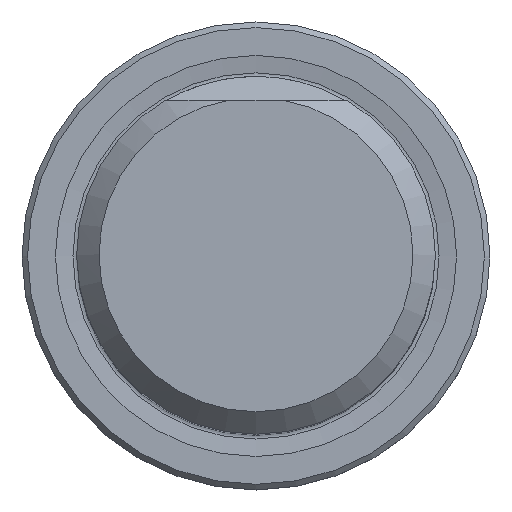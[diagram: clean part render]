
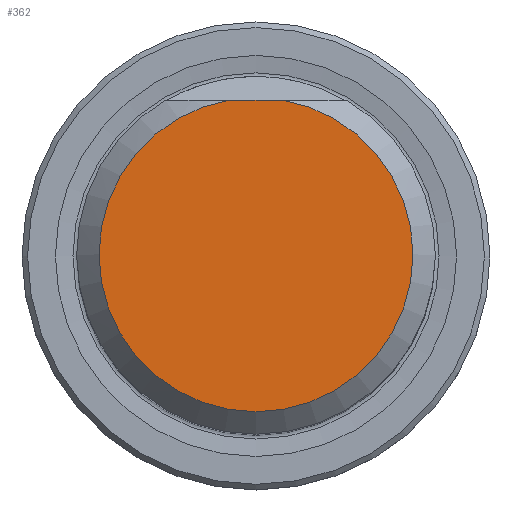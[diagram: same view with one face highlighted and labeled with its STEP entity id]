
A CAD part, top view. The second image highlights one B-rep face of the part: STEP entity #362.
In plain terms, the highlighted planar face has unit normal (0, 0, 1).
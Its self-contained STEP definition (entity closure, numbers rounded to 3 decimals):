
#240=PLANE('',#6111);
#362=ADVANCED_FACE('',(#786),#240,.T.);
#786=FACE_OUTER_BOUND('',#1072,.T.);
#1072=EDGE_LOOP('',(#1702,#1703));
#1412=CIRCLE('',#6110,14.);
#1702=ORIENTED_EDGE('',*,*,#3858,.F.);
#1703=ORIENTED_EDGE('',*,*,#3859,.T.);
#3293=VERTEX_POINT('',#9237);
#3294=VERTEX_POINT('',#9238);
#3858=EDGE_CURVE('',#3293,#3294,#5205,.T.);
#3859=EDGE_CURVE('',#3293,#3294,#1412,.T.);
#5205=LINE('',#9236,#5552);
#5552=VECTOR('',#6961,1.);
#6110=AXIS2_PLACEMENT_3D('',#9239,#6962,#6963);
#6111=AXIS2_PLACEMENT_3D('',#9240,#6964,#6965);
#6961=DIRECTION('',(1.,0.,0.));
#6962=DIRECTION('',(0.,0.,1.));
#6963=DIRECTION('',(0.,-1.,0.));
#6964=DIRECTION('',(0.,0.,1.));
#6965=DIRECTION('',(0.,-1.,0.));
#9236=CARTESIAN_POINT('',(0.,13.804,60.));
#9237=CARTESIAN_POINT('',(-2.334,13.804,60.));
#9238=CARTESIAN_POINT('',(2.334,13.804,60.));
#9239=CARTESIAN_POINT('',(0.,0.,60.));
#9240=CARTESIAN_POINT('',(0.,0.,60.));
